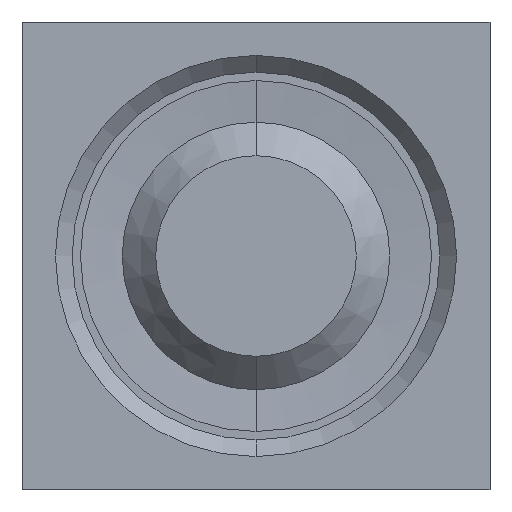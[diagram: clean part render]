
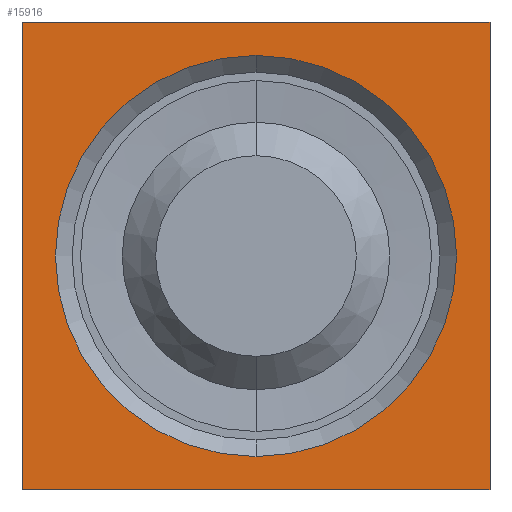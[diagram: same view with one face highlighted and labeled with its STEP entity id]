
A CAD part, front view. The second image highlights one B-rep face of the part: STEP entity #15916.
In plain terms, the highlighted planar face has unit normal (0, -1, 0).
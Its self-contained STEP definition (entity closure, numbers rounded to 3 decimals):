
#499 = CARTESIAN_POINT ( 'NONE',  ( 7., -26., -7. ) ) ;
#562 = VERTEX_POINT ( 'NONE', #1996 ) ;
#1172 = DIRECTION ( 'NONE',  ( 0., 0., 1. ) ) ;
#1344 = DIRECTION ( 'NONE',  ( 0., 0., -1. ) ) ;
#1996 = CARTESIAN_POINT ( 'NONE',  ( 0., -26., 6. ) ) ;
#2129 = VERTEX_POINT ( 'NONE', #12280 ) ;
#2429 = LINE ( 'NONE', #10289, #15911 ) ;
#2527 = EDGE_CURVE ( 'NONE', #2129, #562, #15926, .T. ) ;
#2644 = VECTOR ( 'NONE', #8353, 1000. ) ;
#3223 = CARTESIAN_POINT ( 'NONE',  ( -7., -26., 7. ) ) ;
#3411 = EDGE_CURVE ( 'NONE', #17262, #16113, #7306, .T. ) ;
#3537 = VERTEX_POINT ( 'NONE', #11396 ) ;
#3628 = EDGE_LOOP ( 'NONE', ( #14492, #4361 ) ) ;
#3729 = ORIENTED_EDGE ( 'NONE', *, *, #8381, .F. ) ;
#3981 = DIRECTION ( 'NONE',  ( 0., 1., 0. ) ) ;
#4361 = ORIENTED_EDGE ( 'NONE', *, *, #12815, .T. ) ;
#6106 = FACE_OUTER_BOUND ( 'NONE', #8834, .T. ) ;
#6623 = VECTOR ( 'NONE', #15294, 1000. ) ;
#6717 = DIRECTION ( 'NONE',  ( 0., 1., 0. ) ) ;
#6730 = CARTESIAN_POINT ( 'NONE',  ( -7., -26., -7. ) ) ;
#6883 = CARTESIAN_POINT ( 'NONE',  ( -7., -26., -7. ) ) ;
#7306 = LINE ( 'NONE', #6883, #2644 ) ;
#7388 = VERTEX_POINT ( 'NONE', #8534 ) ;
#8061 = PLANE ( 'NONE',  #10884 ) ;
#8353 = DIRECTION ( 'NONE',  ( 1., 0., 0. ) ) ;
#8381 = EDGE_CURVE ( 'NONE', #7388, #3537, #2429, .T. ) ;
#8426 = VECTOR ( 'NONE', #1344, 1000. ) ;
#8534 = CARTESIAN_POINT ( 'NONE',  ( -7., -26., 7. ) ) ;
#8834 = EDGE_LOOP ( 'NONE', ( #13536, #11585, #3729, #16673 ) ) ;
#10289 = CARTESIAN_POINT ( 'NONE',  ( -7., -26., 7. ) ) ;
#10460 = DIRECTION ( 'NONE',  ( 1., 0., 0. ) ) ;
#10884 = AXIS2_PLACEMENT_3D ( 'NONE', #17459, #14882, #13531 ) ;
#10948 = LINE ( 'NONE', #12757, #8426 ) ;
#11396 = CARTESIAN_POINT ( 'NONE',  ( 7., -26., 7. ) ) ;
#11555 = EDGE_CURVE ( 'NONE', #7388, #17262, #12510, .T. ) ;
#11585 = ORIENTED_EDGE ( 'NONE', *, *, #15346, .F. ) ;
#12055 = CARTESIAN_POINT ( 'NONE',  ( 0., -26., 0. ) ) ;
#12280 = CARTESIAN_POINT ( 'NONE',  ( 0., -26., -6. ) ) ;
#12467 = AXIS2_PLACEMENT_3D ( 'NONE', #15936, #3981, #1172 ) ;
#12510 = LINE ( 'NONE', #3223, #6623 ) ;
#12757 = CARTESIAN_POINT ( 'NONE',  ( 7., -26., 7. ) ) ;
#12815 = EDGE_CURVE ( 'NONE', #562, #2129, #15604, .T. ) ;
#13256 = FACE_BOUND ( 'NONE', #3628, .T. ) ;
#13428 = AXIS2_PLACEMENT_3D ( 'NONE', #12055, #6717, #16100 ) ;
#13531 = DIRECTION ( 'NONE',  ( 0., 0., 1. ) ) ;
#13536 = ORIENTED_EDGE ( 'NONE', *, *, #3411, .T. ) ;
#14492 = ORIENTED_EDGE ( 'NONE', *, *, #2527, .T. ) ;
#14882 = DIRECTION ( 'NONE',  ( 0., 1., 0. ) ) ;
#15294 = DIRECTION ( 'NONE',  ( 0., 0., -1. ) ) ;
#15346 = EDGE_CURVE ( 'NONE', #3537, #16113, #10948, .T. ) ;
#15604 = CIRCLE ( 'NONE', #12467, 6. ) ;
#15911 = VECTOR ( 'NONE', #10460, 1000. ) ;
#15916 = ADVANCED_FACE ( 'NONE', ( #13256, #6106 ), #8061, .F. ) ;
#15926 = CIRCLE ( 'NONE', #13428, 6. ) ;
#15936 = CARTESIAN_POINT ( 'NONE',  ( 0., -26., 0. ) ) ;
#16100 = DIRECTION ( 'NONE',  ( 0., 0., 1. ) ) ;
#16113 = VERTEX_POINT ( 'NONE', #499 ) ;
#16673 = ORIENTED_EDGE ( 'NONE', *, *, #11555, .T. ) ;
#17262 = VERTEX_POINT ( 'NONE', #6730 ) ;
#17459 = CARTESIAN_POINT ( 'NONE',  ( -7., -26., 7. ) ) ;
